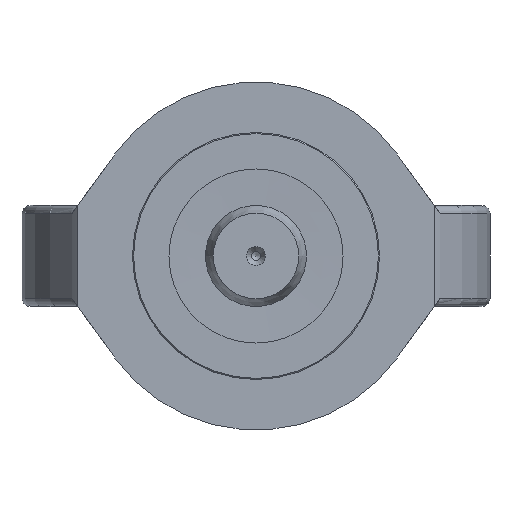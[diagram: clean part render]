
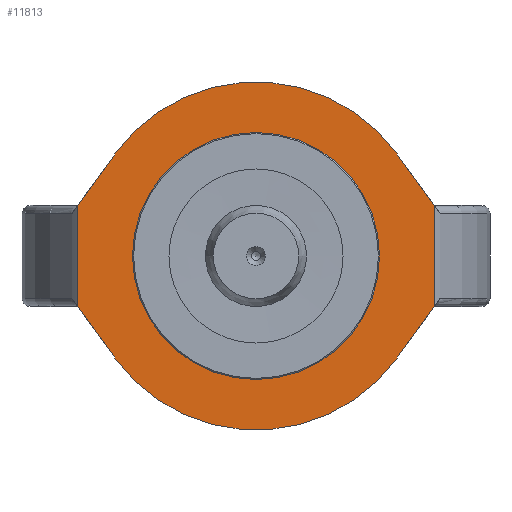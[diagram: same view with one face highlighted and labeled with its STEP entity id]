
A CAD part, front view. The second image highlights one B-rep face of the part: STEP entity #11813.
In plain terms, the highlighted planar face has unit normal (0, -1, 0).
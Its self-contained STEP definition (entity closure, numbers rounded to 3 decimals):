
#314=CIRCLE('',#12438,44.);
#372=CIRCLE('',#12556,62.);
#373=CIRCLE('',#12560,62.);
#528=FACE_BOUND('',#2301,.T.);
#1589=FACE_OUTER_BOUND('',#2300,.T.);
#2300=EDGE_LOOP('',(#9473,#9474,#9475,#9476,#9477,#9478,#9479,#9480));
#2301=EDGE_LOOP('',(#9481));
#3295=LINE('',#18453,#4268);
#3299=LINE('',#18470,#4272);
#3305=LINE('',#18931,#4278);
#3307=LINE('',#18935,#4280);
#3309=LINE('',#18941,#4282);
#3310=LINE('',#18943,#4283);
#4268=VECTOR('',#14147,10.);
#4272=VECTOR('',#14167,10.);
#4278=VECTOR('',#14285,10.);
#4280=VECTOR('',#14289,10.);
#4282=VECTOR('',#14297,10.);
#4283=VECTOR('',#14300,10.);
#5174=VERTEX_POINT('',#18243);
#5222=VERTEX_POINT('',#18445);
#5225=VERTEX_POINT('',#18451);
#5229=VERTEX_POINT('',#18467);
#5230=VERTEX_POINT('',#18469);
#5240=VERTEX_POINT('',#18925);
#5241=VERTEX_POINT('',#18927);
#5242=VERTEX_POINT('',#18933);
#5243=VERTEX_POINT('',#18937);
#6620=EDGE_CURVE('',#5174,#5174,#314,.T.);
#6688=EDGE_CURVE('',#5222,#5225,#3295,.T.);
#6696=EDGE_CURVE('',#5229,#5230,#3299,.T.);
#6739=EDGE_CURVE('',#5241,#5240,#372,.T.);
#6741=EDGE_CURVE('',#5240,#5230,#3305,.T.);
#6743=EDGE_CURVE('',#5229,#5242,#3307,.T.);
#6745=EDGE_CURVE('',#5242,#5243,#373,.T.);
#6746=EDGE_CURVE('',#5243,#5222,#3309,.T.);
#6747=EDGE_CURVE('',#5225,#5241,#3310,.T.);
#9473=ORIENTED_EDGE('',*,*,#6696,.F.);
#9474=ORIENTED_EDGE('',*,*,#6743,.T.);
#9475=ORIENTED_EDGE('',*,*,#6745,.T.);
#9476=ORIENTED_EDGE('',*,*,#6746,.T.);
#9477=ORIENTED_EDGE('',*,*,#6688,.T.);
#9478=ORIENTED_EDGE('',*,*,#6747,.T.);
#9479=ORIENTED_EDGE('',*,*,#6739,.T.);
#9480=ORIENTED_EDGE('',*,*,#6741,.T.);
#9481=ORIENTED_EDGE('',*,*,#6620,.T.);
#11254=PLANE('',#12563);
#11813=ADVANCED_FACE('',(#1589,#528),#11254,.T.);
#12438=AXIS2_PLACEMENT_3D('',#18244,#14005,#14006);
#12556=AXIS2_PLACEMENT_3D('',#18928,#14280,#14281);
#12560=AXIS2_PLACEMENT_3D('',#18939,#14293,#14294);
#12563=AXIS2_PLACEMENT_3D('',#18944,#14301,#14302);
#14005=DIRECTION('center_axis',(0.,1.,0.));
#14006=DIRECTION('ref_axis',(-1.,0.,0.));
#14147=DIRECTION('',(0.,0.,-1.));
#14167=DIRECTION('',(0.,0.,-1.));
#14280=DIRECTION('center_axis',(0.,-1.,0.));
#14281=DIRECTION('ref_axis',(-0.81,0.,-0.586));
#14285=DIRECTION('',(0.586,0.,0.81));
#14289=DIRECTION('',(-0.586,0.,0.81));
#14293=DIRECTION('center_axis',(0.,-1.,0.));
#14294=DIRECTION('ref_axis',(0.81,0.,0.586));
#14297=DIRECTION('',(-0.586,0.,-0.81));
#14300=DIRECTION('',(0.586,0.,-0.81));
#14301=DIRECTION('center_axis',(0.,-1.,0.));
#14302=DIRECTION('ref_axis',(1.,0.,0.));
#18243=CARTESIAN_POINT('',(44.,-87.5,0.));
#18244=CARTESIAN_POINT('Origin',(0.,-87.5,0.));
#18445=CARTESIAN_POINT('',(-63.5,-87.5,18.));
#18451=CARTESIAN_POINT('',(-63.5,-87.5,-18.));
#18453=CARTESIAN_POINT('',(-63.5,-87.5,0.));
#18467=CARTESIAN_POINT('',(63.5,-87.5,18.));
#18469=CARTESIAN_POINT('',(63.5,-87.5,-18.));
#18470=CARTESIAN_POINT('',(63.5,-87.5,0.));
#18925=CARTESIAN_POINT('',(50.235,-87.5,-36.338));
#18927=CARTESIAN_POINT('',(-50.235,-87.5,-36.338));
#18928=CARTESIAN_POINT('Origin',(0.,-87.5,0.));
#18931=CARTESIAN_POINT('',(50.235,-87.5,-36.338));
#18933=CARTESIAN_POINT('',(50.235,-87.5,36.338));
#18935=CARTESIAN_POINT('',(63.5,-87.5,18.));
#18937=CARTESIAN_POINT('',(-50.235,-87.5,36.338));
#18939=CARTESIAN_POINT('Origin',(0.,-87.5,0.));
#18941=CARTESIAN_POINT('',(-50.235,-87.5,36.338));
#18943=CARTESIAN_POINT('',(-63.5,-87.5,-18.));
#18944=CARTESIAN_POINT('Origin',(-63.5,-87.5,0.));
